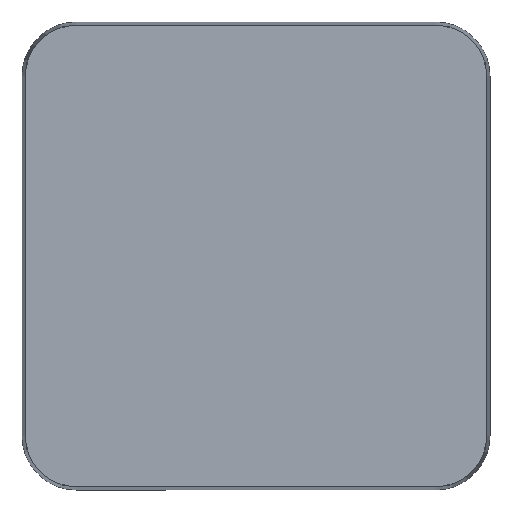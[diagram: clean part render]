
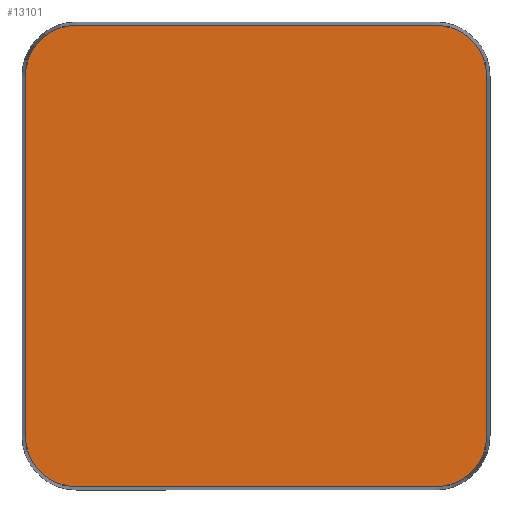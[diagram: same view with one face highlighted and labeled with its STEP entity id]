
A CAD part, front view. The second image highlights one B-rep face of the part: STEP entity #13101.
In plain terms, the highlighted planar face has unit normal (0, -1, 0).
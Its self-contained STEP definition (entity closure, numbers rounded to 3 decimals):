
#72 = VECTOR ( 'NONE', #5954, 1000. ) ;
#414 = LINE ( 'NONE', #12335, #72 ) ;
#867 = ORIENTED_EDGE ( 'NONE', *, *, #8210, .F. ) ;
#1074 = VERTEX_POINT ( 'NONE', #1898 ) ;
#1479 = AXIS2_PLACEMENT_3D ( 'NONE', #11145, #7951, #1719 ) ;
#1572 = EDGE_CURVE ( 'NONE', #4439, #12562, #11489, .T. ) ;
#1719 = DIRECTION ( 'NONE',  ( 0., 0., 1. ) ) ;
#1896 = EDGE_LOOP ( 'NONE', ( #8179, #3008, #12557, #13064, #8724, #7346, #1973, #867 ) ) ;
#1898 = CARTESIAN_POINT ( 'NONE',  ( 42.575, -35.8, 33.2 ) ) ;
#1973 = ORIENTED_EDGE ( 'NONE', *, *, #13182, .F. ) ;
#2148 = VERTEX_POINT ( 'NONE', #6182 ) ;
#2184 = FACE_OUTER_BOUND ( 'NONE', #1896, .T. ) ;
#2323 = AXIS2_PLACEMENT_3D ( 'NONE', #6485, #6572, #6619 ) ;
#2710 = CARTESIAN_POINT ( 'NONE',  ( 42.575, -35.8, -33.2 ) ) ;
#3008 = ORIENTED_EDGE ( 'NONE', *, *, #7160, .F. ) ;
#3403 = CARTESIAN_POINT ( 'NONE',  ( 33.2, -35.8, -42.575 ) ) ;
#3422 = DIRECTION ( 'NONE',  ( 0., 0., 1. ) ) ;
#3434 = DIRECTION ( 'NONE',  ( 0., 1., 0. ) ) ;
#3449 = CARTESIAN_POINT ( 'NONE',  ( -33.2, -35.8, -33.2 ) ) ;
#4020 = EDGE_CURVE ( 'NONE', #9567, #4439, #13495, .T. ) ;
#4026 = CIRCLE ( 'NONE', #4243, 9.375 ) ;
#4178 = LINE ( 'NONE', #7521, #9420 ) ;
#4243 = AXIS2_PLACEMENT_3D ( 'NONE', #7533, #7487, #7455 ) ;
#4439 = VERTEX_POINT ( 'NONE', #3403 ) ;
#5259 = EDGE_CURVE ( 'NONE', #12900, #1074, #8430, .T. ) ;
#5502 = CARTESIAN_POINT ( 'NONE',  ( 33.2, -35.8, 42.575 ) ) ;
#5954 = DIRECTION ( 'NONE',  ( 0., 0., 1. ) ) ;
#6014 = CARTESIAN_POINT ( 'NONE',  ( -33.2, -35.8, 42.575 ) ) ;
#6182 = CARTESIAN_POINT ( 'NONE',  ( -42.575, -35.8, 33.2 ) ) ;
#6485 = CARTESIAN_POINT ( 'NONE',  ( 33.2, -35.8, -33.2 ) ) ;
#6539 = VERTEX_POINT ( 'NONE', #10288 ) ;
#6572 = DIRECTION ( 'NONE',  ( 0., -1., 0. ) ) ;
#6619 = DIRECTION ( 'NONE',  ( 0., 0., 1. ) ) ;
#6837 = EDGE_CURVE ( 'NONE', #12562, #1074, #4178, .T. ) ;
#7160 = EDGE_CURVE ( 'NONE', #9567, #6539, #7746, .T. ) ;
#7346 = ORIENTED_EDGE ( 'NONE', *, *, #5259, .F. ) ;
#7455 = DIRECTION ( 'NONE',  ( 0., 0., 1. ) ) ;
#7461 = DIRECTION ( 'NONE',  ( 0., 0., 1. ) ) ;
#7487 = DIRECTION ( 'NONE',  ( 0., 1., 0. ) ) ;
#7521 = CARTESIAN_POINT ( 'NONE',  ( 42.575, -35.8, 33.2 ) ) ;
#7533 = CARTESIAN_POINT ( 'NONE',  ( -33.2, -35.8, 33.2 ) ) ;
#7746 = CIRCLE ( 'NONE', #8728, 9.375 ) ;
#7951 = DIRECTION ( 'NONE',  ( 0., 1., 0. ) ) ;
#8108 = VECTOR ( 'NONE', #9857, 1000. ) ;
#8179 = ORIENTED_EDGE ( 'NONE', *, *, #9211, .F. ) ;
#8185 = CARTESIAN_POINT ( 'NONE',  ( -33.2, -35.8, -42.575 ) ) ;
#8210 = EDGE_CURVE ( 'NONE', #2148, #8876, #4026, .T. ) ;
#8430 = CIRCLE ( 'NONE', #12138, 9.375 ) ;
#8724 = ORIENTED_EDGE ( 'NONE', *, *, #6837, .T. ) ;
#8728 = AXIS2_PLACEMENT_3D ( 'NONE', #3449, #3434, #3422 ) ;
#8876 = VERTEX_POINT ( 'NONE', #13151 ) ;
#9211 = EDGE_CURVE ( 'NONE', #6539, #2148, #414, .T. ) ;
#9420 = VECTOR ( 'NONE', #7461, 1000. ) ;
#9567 = VERTEX_POINT ( 'NONE', #12654 ) ;
#9857 = DIRECTION ( 'NONE',  ( 1., 0., 0. ) ) ;
#9869 = VECTOR ( 'NONE', #13492, 1000. ) ;
#10288 = CARTESIAN_POINT ( 'NONE',  ( -42.575, -35.8, -33.2 ) ) ;
#10771 = CARTESIAN_POINT ( 'NONE',  ( 33.2, -35.8, 33.2 ) ) ;
#11145 = CARTESIAN_POINT ( 'NONE',  ( -33.2, -35.8, 33.2 ) ) ;
#11489 = CIRCLE ( 'NONE', #2323, 9.375 ) ;
#12138 = AXIS2_PLACEMENT_3D ( 'NONE', #10771, #12223, #12316 ) ;
#12222 = PLANE ( 'NONE',  #1479 ) ;
#12223 = DIRECTION ( 'NONE',  ( 0., 1., 0. ) ) ;
#12316 = DIRECTION ( 'NONE',  ( 0., 0., 1. ) ) ;
#12335 = CARTESIAN_POINT ( 'NONE',  ( -42.575, -35.8, 33.2 ) ) ;
#12403 = LINE ( 'NONE', #6014, #9869 ) ;
#12557 = ORIENTED_EDGE ( 'NONE', *, *, #4020, .T. ) ;
#12562 = VERTEX_POINT ( 'NONE', #2710 ) ;
#12654 = CARTESIAN_POINT ( 'NONE',  ( -33.2, -35.8, -42.575 ) ) ;
#12900 = VERTEX_POINT ( 'NONE', #5502 ) ;
#13064 = ORIENTED_EDGE ( 'NONE', *, *, #1572, .T. ) ;
#13101 = ADVANCED_FACE ( 'NONE', ( #2184 ), #12222, .F. ) ;
#13151 = CARTESIAN_POINT ( 'NONE',  ( -33.2, -35.8, 42.575 ) ) ;
#13182 = EDGE_CURVE ( 'NONE', #8876, #12900, #12403, .T. ) ;
#13492 = DIRECTION ( 'NONE',  ( 1., 0., 0. ) ) ;
#13495 = LINE ( 'NONE', #8185, #8108 ) ;
